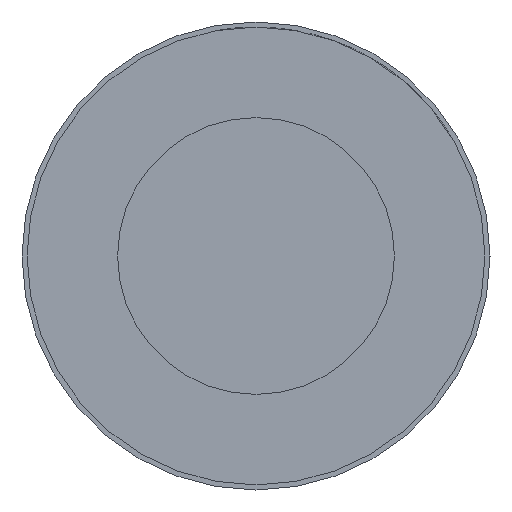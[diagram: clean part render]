
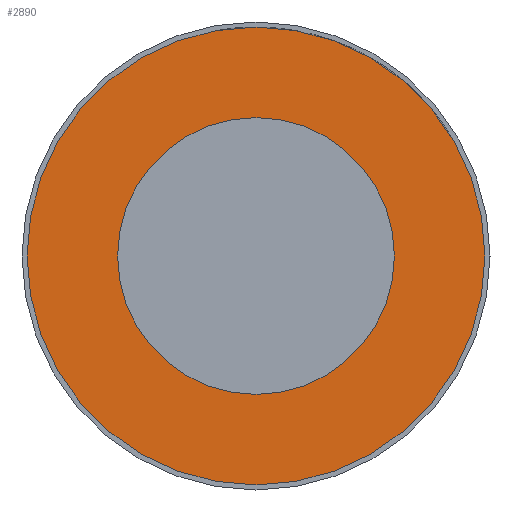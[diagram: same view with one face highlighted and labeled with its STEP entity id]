
A CAD part, left-side view. The second image highlights one B-rep face of the part: STEP entity #2890.
In plain terms, the highlighted planar face has unit normal (-1, 0, 0).
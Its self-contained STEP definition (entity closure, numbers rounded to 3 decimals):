
#103 = DIRECTION ( 'NONE',  ( -1., 0., 0. ) ) ;
#276 = DIRECTION ( 'NONE',  ( -1., 0., 0. ) ) ;
#327 = VERTEX_POINT ( 'NONE', #5903 ) ;
#490 = AXIS2_PLACEMENT_3D ( 'NONE', #4853, #5852, #1191 ) ;
#500 = CIRCLE ( 'NONE', #4549, 11.25 ) ;
#514 = DIRECTION ( 'NONE',  ( -1., 0., 0. ) ) ;
#550 = FACE_BOUND ( 'NONE', #6000, .T. ) ;
#647 = CARTESIAN_POINT ( 'NONE',  ( 0., 0., 0. ) ) ;
#1083 = PLANE ( 'NONE',  #6030 ) ;
#1118 = CARTESIAN_POINT ( 'NONE',  ( 0., 0., -11.25 ) ) ;
#1191 = DIRECTION ( 'NONE',  ( 0., 0., 1. ) ) ;
#1568 = DIRECTION ( 'NONE',  ( 0., 0., 1. ) ) ;
#1651 = VERTEX_POINT ( 'NONE', #3063 ) ;
#1887 = AXIS2_PLACEMENT_3D ( 'NONE', #4819, #276, #2320 ) ;
#2247 = EDGE_CURVE ( 'NONE', #3007, #1651, #5713, .T. ) ;
#2320 = DIRECTION ( 'NONE',  ( 0., 0., 1. ) ) ;
#2435 = VERTEX_POINT ( 'NONE', #4456 ) ;
#2465 = DIRECTION ( 'NONE',  ( 0., 0., 1. ) ) ;
#2579 = EDGE_CURVE ( 'NONE', #327, #2435, #3056, .T. ) ;
#2600 = CARTESIAN_POINT ( 'NONE',  ( 0., 0., 0. ) ) ;
#2734 = AXIS2_PLACEMENT_3D ( 'NONE', #2600, #103, #1568 ) ;
#2890 = ADVANCED_FACE ( 'NONE', ( #550, #5655 ), #1083, .T. ) ;
#3007 = VERTEX_POINT ( 'NONE', #1118 ) ;
#3056 = CIRCLE ( 'NONE', #490, 6.8 ) ;
#3063 = CARTESIAN_POINT ( 'NONE',  ( 0., 0., 11.25 ) ) ;
#3223 = ORIENTED_EDGE ( 'NONE', *, *, #5801, .F. ) ;
#3366 = ORIENTED_EDGE ( 'NONE', *, *, #5184, .T. ) ;
#4052 = DIRECTION ( 'NONE',  ( 0., 0., 1. ) ) ;
#4369 = ORIENTED_EDGE ( 'NONE', *, *, #2579, .F. ) ;
#4456 = CARTESIAN_POINT ( 'NONE',  ( 0., 0., -6.8 ) ) ;
#4460 = DIRECTION ( 'NONE',  ( -1., 0., 0. ) ) ;
#4549 = AXIS2_PLACEMENT_3D ( 'NONE', #5030, #4460, #2465 ) ;
#4819 = CARTESIAN_POINT ( 'NONE',  ( 0., 0., 0. ) ) ;
#4853 = CARTESIAN_POINT ( 'NONE',  ( 0., 0., 0. ) ) ;
#5030 = CARTESIAN_POINT ( 'NONE',  ( 0., 0., 0. ) ) ;
#5085 = CIRCLE ( 'NONE', #1887, 6.8 ) ;
#5184 = EDGE_CURVE ( 'NONE', #1651, #3007, #500, .T. ) ;
#5539 = EDGE_LOOP ( 'NONE', ( #3366, #5950 ) ) ;
#5655 = FACE_OUTER_BOUND ( 'NONE', #5539, .T. ) ;
#5713 = CIRCLE ( 'NONE', #2734, 11.25 ) ;
#5801 = EDGE_CURVE ( 'NONE', #2435, #327, #5085, .T. ) ;
#5852 = DIRECTION ( 'NONE',  ( -1., 0., 0. ) ) ;
#5903 = CARTESIAN_POINT ( 'NONE',  ( 0., 0., 6.8 ) ) ;
#5950 = ORIENTED_EDGE ( 'NONE', *, *, #2247, .T. ) ;
#6000 = EDGE_LOOP ( 'NONE', ( #4369, #3223 ) ) ;
#6030 = AXIS2_PLACEMENT_3D ( 'NONE', #647, #514, #4052 ) ;
